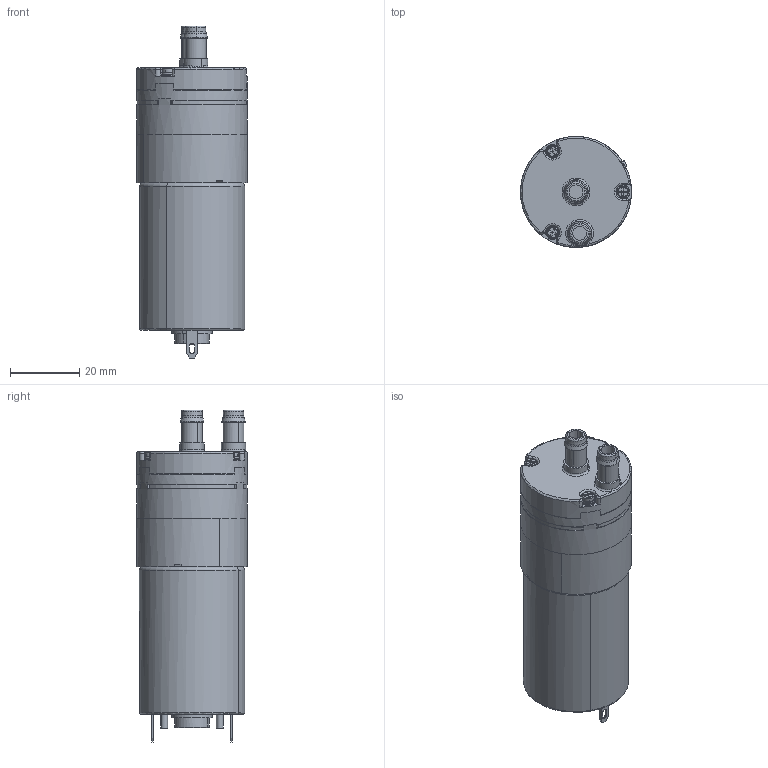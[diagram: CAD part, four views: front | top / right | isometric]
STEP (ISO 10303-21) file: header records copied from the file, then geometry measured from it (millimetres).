
FILE_DESCRIPTION((''),'2;1');
FILE_NAME('KPW32F-24A01_20180323_ASM','2018-03-23T',('xuxf'),(''),'CREO PARAMETRIC BY PTC INC, 2015200','CREO PARAMETRIC BY PTC INC, 2015200','');
FILE_SCHEMA(('CONFIG_CONTROL_DESIGN'));
Length unit declared in the file: millimetre
Products named in the file (14): MT3024V01-1-CK_2_1_1_1; PW32FBB4-1_7_1_1_1; A4-1207050-S-B_17_1_1_1; PW32FRB2-2_29_1_1_1; PW32FBB2-1_3_1_1_1; PW32FBB1-1_3_1_1_1; A4-1207063_5_1_1_1_1_2_1; A4-1207063_5_2_1_1_1_2_1; A4-1207063_5_ASM_1_ASM_1_ASM_1__ASM; KPW32F-24A01_ASM_51_ASM_1_ASM_1_ASM; KPW32F-24A01_ASM_ASM_1_ASM_1_AS_ASM; KPW32F-24A01_20180322_ASM_1_ASM_ASM; KPW32F-24A01_20180322_ASM_1_ASM; KPW32F-24A01_20180323_ASM
Assembly tree (15 placements, depth 7):
  KPW32F-24A01_20180323_ASM
    KPW32F-24A01_20180322_ASM_1_ASM
      KPW32F-24A01_20180322_ASM_1_ASM_ASM
        KPW32F-24A01_ASM_ASM_1_ASM_1_AS_ASM
          KPW32F-24A01_ASM_51_ASM_1_ASM_1_ASM
            MT3024V01-1-CK_2_1_1_1
            PW32FBB4-1_7_1_1_1
            A4-1207050-S-B_17_1_1_1
            PW32FRB2-2_29_1_1_1
            PW32FBB2-1_3_1_1_1
            PW32FBB1-1_3_1_1_1
            A4-1207063_5_ASM_1_ASM_1_ASM_1__ASM  x3
              A4-1207063_5_1_1_1_1_2_1
              A4-1207063_5_2_1_1_1_2_1
Bounding box: 32 x 32 x 95.7 mm (x, y, z)
Volume: 34116.9 mm3; surface area: 26165.7 mm2
Topology: 12 solids, 12 shells, 1219 faces, 3420 edges, 2321 vertices
Faces by surface type: cylinder 518, plane 295, torus 211, bspline 115, cone 77, revolution 3
Entity records: 52362 total; most frequent: CARTESIAN_POINT 13105, DIRECTION 6467, ORIENTED_EDGE 5956, PRESENTATION_STYLE_ASSIGNMENT 3166, STYLED_ITEM 3166, CURVE_STYLE 2981, EDGE_CURVE 2978, AXIS2_PLACEMENT_3D 2787
